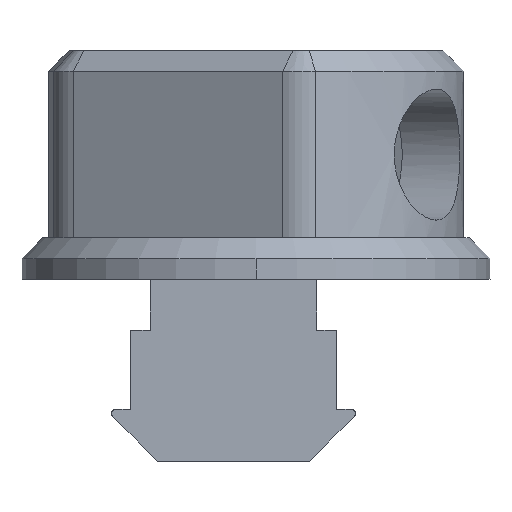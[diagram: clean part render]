
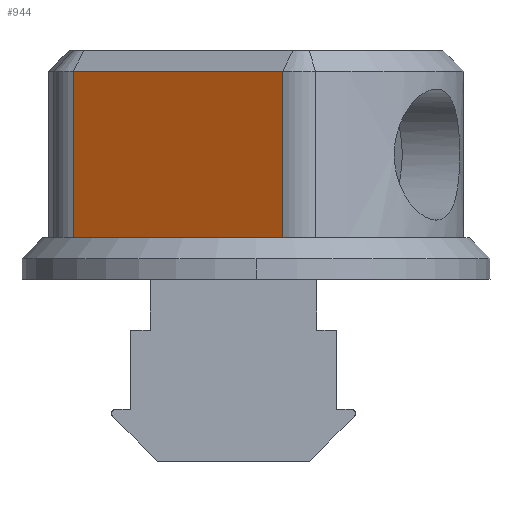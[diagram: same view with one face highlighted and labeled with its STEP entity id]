
A CAD part, left-side view. The second image highlights one B-rep face of the part: STEP entity #944.
In plain terms, the highlighted planar face has unit normal (-0.866, 0.5, 0).
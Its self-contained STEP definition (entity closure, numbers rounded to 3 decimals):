
#11 = CARTESIAN_POINT ( 'NONE',  ( -9.4, -1.281, 2. ) ) ;
#170 = VERTEX_POINT ( 'NONE', #1739 ) ;
#178 = CARTESIAN_POINT ( 'NONE',  ( -3.59, 8.781, 10. ) ) ;
#358 = EDGE_CURVE ( 'NONE', #170, #1602, #1320, .T. ) ;
#467 = DIRECTION ( 'NONE',  ( 0., 0., 1. ) ) ;
#470 = ORIENTED_EDGE ( 'NONE', *, *, #358, .T. ) ;
#542 = CARTESIAN_POINT ( 'NONE',  ( -9.4, -1.281, 2. ) ) ;
#565 = CARTESIAN_POINT ( 'NONE',  ( -9.4, -1.281, 10. ) ) ;
#566 = VERTEX_POINT ( 'NONE', #178 ) ;
#631 = ORIENTED_EDGE ( 'NONE', *, *, #1016, .F. ) ;
#662 = FACE_OUTER_BOUND ( 'NONE', #980, .T. ) ;
#717 = CARTESIAN_POINT ( 'NONE',  ( -9.802, -1.978, 11. ) ) ;
#767 = CARTESIAN_POINT ( 'NONE',  ( -3.59, 8.781, 2. ) ) ;
#852 = LINE ( 'NONE', #542, #1869 ) ;
#907 = EDGE_CURVE ( 'NONE', #1602, #566, #1571, .T. ) ;
#944 = ADVANCED_FACE ( 'NONE', ( #662 ), #1446, .T. ) ;
#980 = EDGE_LOOP ( 'NONE', ( #1844, #470, #1787, #631 ) ) ;
#1016 = EDGE_CURVE ( 'NONE', #1177, #566, #1608, .T. ) ;
#1086 = CARTESIAN_POINT ( 'NONE',  ( -9.4, -1.281, 10. ) ) ;
#1095 = DIRECTION ( 'NONE',  ( 0.5, 0.866, 0. ) ) ;
#1151 = DIRECTION ( 'NONE',  ( 0.5, 0.866, 0. ) ) ;
#1167 = DIRECTION ( 'NONE',  ( -0.866, 0.5, 0. ) ) ;
#1177 = VERTEX_POINT ( 'NONE', #767 ) ;
#1273 = AXIS2_PLACEMENT_3D ( 'NONE', #717, #1167, #1434 ) ;
#1283 = VECTOR ( 'NONE', #1461, 1000. ) ;
#1320 = LINE ( 'NONE', #11, #1283 ) ;
#1350 = EDGE_CURVE ( 'NONE', #170, #1177, #852, .T. ) ;
#1434 = DIRECTION ( 'NONE',  ( -0.5, -0.866, 0. ) ) ;
#1446 = PLANE ( 'NONE',  #1273 ) ;
#1461 = DIRECTION ( 'NONE',  ( 0., 0., 1. ) ) ;
#1571 = LINE ( 'NONE', #565, #1678 ) ;
#1602 = VERTEX_POINT ( 'NONE', #1086 ) ;
#1608 = LINE ( 'NONE', #1734, #1632 ) ;
#1632 = VECTOR ( 'NONE', #467, 1000. ) ;
#1678 = VECTOR ( 'NONE', #1151, 1000. ) ;
#1734 = CARTESIAN_POINT ( 'NONE',  ( -3.59, 8.781, 2. ) ) ;
#1739 = CARTESIAN_POINT ( 'NONE',  ( -9.4, -1.281, 2. ) ) ;
#1787 = ORIENTED_EDGE ( 'NONE', *, *, #907, .T. ) ;
#1844 = ORIENTED_EDGE ( 'NONE', *, *, #1350, .F. ) ;
#1869 = VECTOR ( 'NONE', #1095, 1000. ) ;
